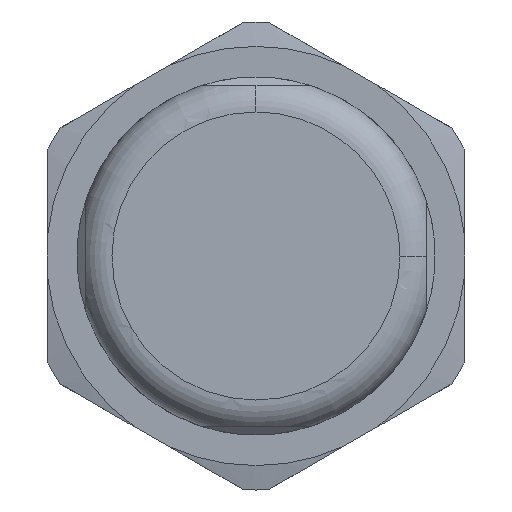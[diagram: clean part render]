
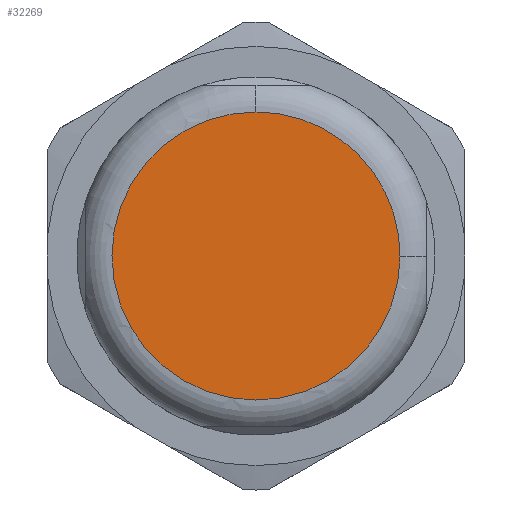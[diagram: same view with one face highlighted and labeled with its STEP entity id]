
A CAD part, front view. The second image highlights one B-rep face of the part: STEP entity #32269.
In plain terms, the highlighted planar face has unit normal (0, -1, 0).
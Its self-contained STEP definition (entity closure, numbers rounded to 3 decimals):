
#5381=CARTESIAN_POINT('',(0.,-38.55,0.));
#5382=DIRECTION('',(0.,1.,0.));
#5383=DIRECTION('',(1.,0.,-0.005));
#5384=AXIS2_PLACEMENT_3D('',#5381,#5382,#5383);
#5386=CARTESIAN_POINT('',(0.,-38.55,0.));
#5387=DIRECTION('',(0.,1.,0.));
#5388=DIRECTION('',(0.,0.,1.));
#5389=AXIS2_PLACEMENT_3D('',#5386,#5387,#5388);
#21780=CARTESIAN_POINT('',(0.,-38.55,8.25));
#21781=CARTESIAN_POINT('',(8.25,-38.55,-0.044));
#21782=VERTEX_POINT('',#21780);
#21783=VERTEX_POINT('',#21781);
#32259=CARTESIAN_POINT('',(0.,-38.55,0.));
#32260=DIRECTION('',(0.,-1.,0.));
#32261=DIRECTION('',(-1.,0.,0.));
#32262=AXIS2_PLACEMENT_3D('',#32259,#32260,#32261);
#32263=PLANE('',#32262);
#32264=ORIENTED_EDGE('',*,*,#32227,.T.);
#32266=ORIENTED_EDGE('',*,*,#32265,.T.);
#32267=EDGE_LOOP('',(#32264,#32266));
#32268=FACE_OUTER_BOUND('',#32267,.F.);
#32269=ADVANCED_FACE('',(#32268),#32263,.T.);
#5385=CIRCLE('',#5384,8.25);
#5390=CIRCLE('',#5389,8.25);
#32227=EDGE_CURVE('',#21783,#21782,#5385,.T.);
#32265=EDGE_CURVE('',#21782,#21783,#5390,.T.);
